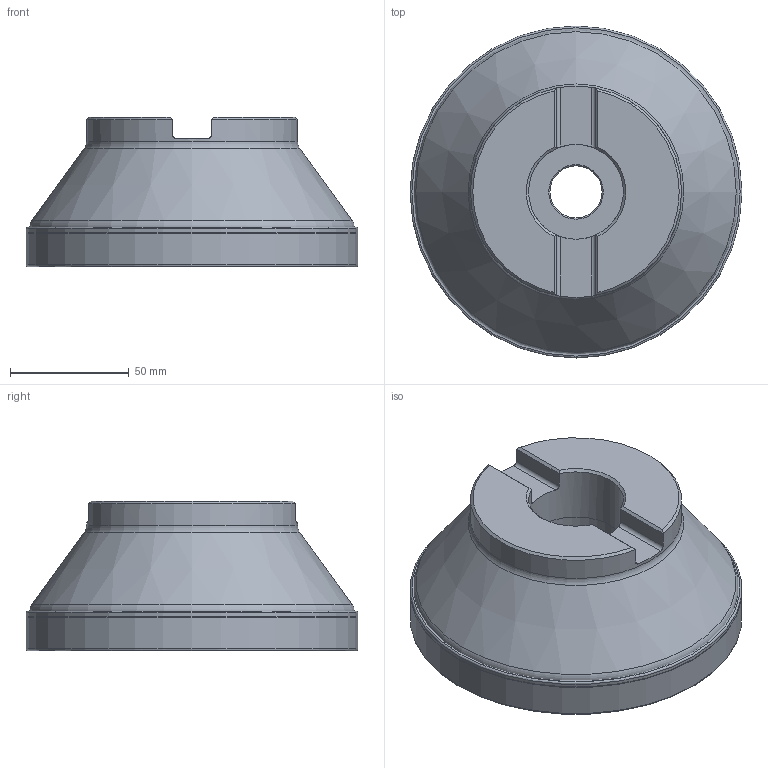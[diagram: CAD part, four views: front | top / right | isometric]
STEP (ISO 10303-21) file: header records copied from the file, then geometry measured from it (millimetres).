
FILE_DESCRIPTION(/* description */ (''),/* implementation_level */ '2;1');
FILE_NAME(/* name */ '140A06R_S90LN16_C_115009079ndi000_00_SIM.stp',/* time_stamp */ '2019-12-05T15:46:59+01:00',/* author */ (''),/* organization */ (''),/* preprocessor_version */ 'ST-DEVELOPER v16.7',/* originating_system */ 'SIEMENS PLM Software NX 12.0',/* authorisation */ '');
FILE_SCHEMA (('AUTOMOTIVE_DESIGN { 1 0 10303 214 3 1 1 1 }'));
Length unit declared in the file: millimetre
Products named in the file (1): fo341184E13F1lqr
Bounding box: 139.92 x 139.92 x 63 mm (x, y, z)
Volume: 624758.1 mm3; surface area: 75976.1 mm2
Topology: 2 solids, 2 shells, 66 faces, 144 edges, 82 vertices
Faces by surface type: revolution 26, plane 16, cylinder 10, cone 8, torus 6
Full cylindrical faces by diameter (mm): 22 x1, 40 x1, 42 x1, 56 x1, 89 x1, 136.988 x1
Entity records: 1890 total; most frequent: CARTESIAN_POINT 601, DIRECTION 246, ORIENTED_EDGE 194, EDGE_LOOP 112, AXIS2_PLACEMENT_3D 98, EDGE_CURVE 97, FACE_BOUND 92, VERTEX_POINT 77
